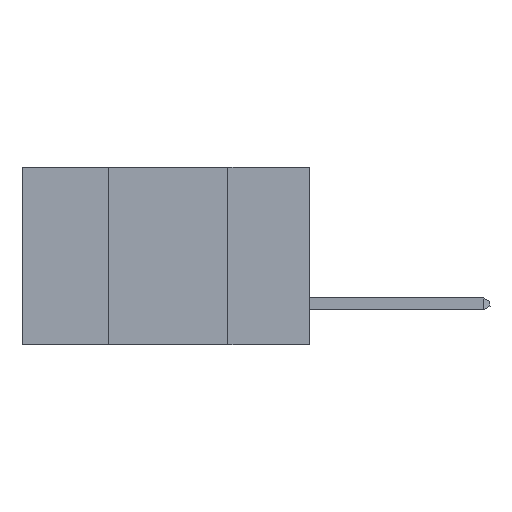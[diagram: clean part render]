
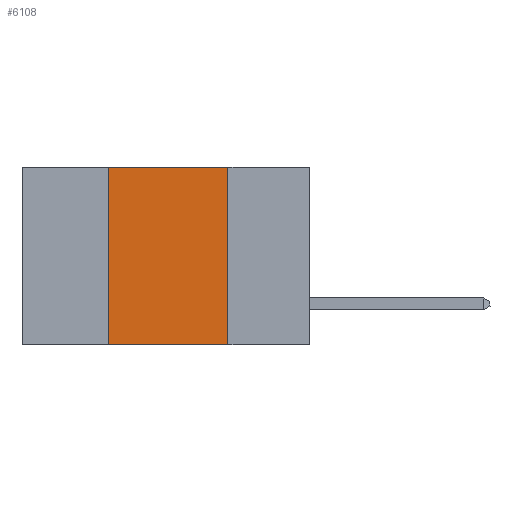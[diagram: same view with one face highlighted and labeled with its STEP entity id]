
A CAD part, left-side view. The second image highlights one B-rep face of the part: STEP entity #6108.
In plain terms, the highlighted planar face has unit normal (-1, 0, 0).
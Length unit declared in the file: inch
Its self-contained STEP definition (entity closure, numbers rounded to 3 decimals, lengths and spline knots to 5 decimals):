
#216 = LINE ( 'NONE', #6491, #6312 ) ;
#291 = AXIS2_PLACEMENT_3D ( 'NONE', #13996, #3899, #3950 ) ;
#727 = PLANE ( 'NONE',  #291 ) ;
#1241 = EDGE_LOOP ( 'NONE', ( #11848, #13469, #10775, #5130 ) ) ;
#1358 = VECTOR ( 'NONE', #10675, 39.37008 ) ;
#1759 = CARTESIAN_POINT ( 'NONE',  ( 0., 0.6, -0.37 ) ) ;
#1814 = CARTESIAN_POINT ( 'NONE',  ( 0., 0.42, 0. ) ) ;
#2230 = FACE_OUTER_BOUND ( 'NONE', #1241, .T. ) ;
#2391 = EDGE_CURVE ( 'NONE', #3055, #5863, #216, .T. ) ;
#2397 = CARTESIAN_POINT ( 'NONE',  ( 0., 0.17, 0. ) ) ;
#3055 = VERTEX_POINT ( 'NONE', #6516 ) ;
#3899 = DIRECTION ( 'NONE',  ( 1., 0., 0. ) ) ;
#3950 = DIRECTION ( 'NONE',  ( 0., 0., -1. ) ) ;
#4301 = DIRECTION ( 'NONE',  ( 0., 0., 1. ) ) ;
#5130 = ORIENTED_EDGE ( 'NONE', *, *, #8748, .T. ) ;
#5863 = VERTEX_POINT ( 'NONE', #1814 ) ;
#6108 = ADVANCED_FACE ( 'NONE', ( #2230 ), #727, .F. ) ;
#6161 = DIRECTION ( 'NONE',  ( 0., -1., 0. ) ) ;
#6298 = EDGE_CURVE ( 'NONE', #5863, #7543, #10653, .T. ) ;
#6312 = VECTOR ( 'NONE', #4301, 39.37008 ) ;
#6491 = CARTESIAN_POINT ( 'NONE',  ( 0., 0.42, 0. ) ) ;
#6516 = CARTESIAN_POINT ( 'NONE',  ( 0., 0.42, -0.37 ) ) ;
#6693 = LINE ( 'NONE', #1759, #13386 ) ;
#7543 = VERTEX_POINT ( 'NONE', #10846 ) ;
#8038 = CARTESIAN_POINT ( 'NONE',  ( 0., 0.6, 0. ) ) ;
#8132 = LINE ( 'NONE', #2397, #12012 ) ;
#8748 = EDGE_CURVE ( 'NONE', #3055, #12684, #6693, .T. ) ;
#10653 = LINE ( 'NONE', #8038, #1358 ) ;
#10675 = DIRECTION ( 'NONE',  ( 0., -1., 0. ) ) ;
#10775 = ORIENTED_EDGE ( 'NONE', *, *, #2391, .F. ) ;
#10846 = CARTESIAN_POINT ( 'NONE',  ( 0., 0.17, 0. ) ) ;
#11848 = ORIENTED_EDGE ( 'NONE', *, *, #13701, .F. ) ;
#12012 = VECTOR ( 'NONE', #12472, 39.37008 ) ;
#12472 = DIRECTION ( 'NONE',  ( 0., 0., -1. ) ) ;
#12684 = VERTEX_POINT ( 'NONE', #13085 ) ;
#13085 = CARTESIAN_POINT ( 'NONE',  ( 0., 0.17, -0.37 ) ) ;
#13386 = VECTOR ( 'NONE', #6161, 39.37008 ) ;
#13469 = ORIENTED_EDGE ( 'NONE', *, *, #6298, .F. ) ;
#13701 = EDGE_CURVE ( 'NONE', #7543, #12684, #8132, .T. ) ;
#13996 = CARTESIAN_POINT ( 'NONE',  ( 0., 0.6, 0. ) ) ;
